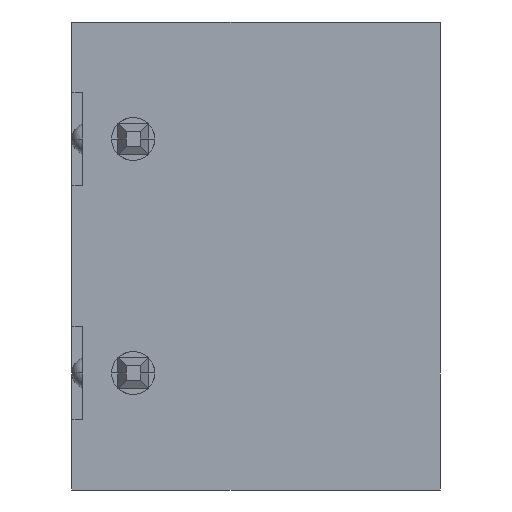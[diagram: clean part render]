
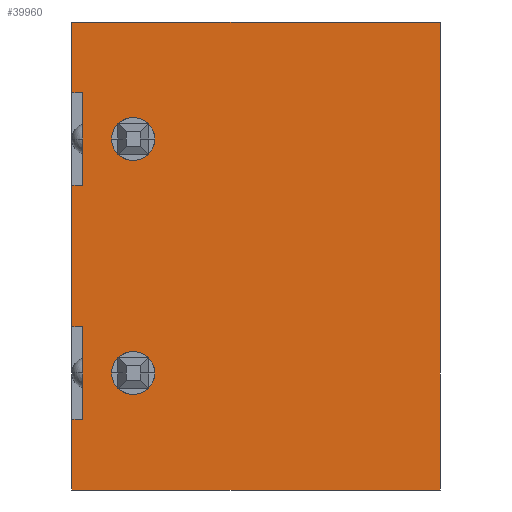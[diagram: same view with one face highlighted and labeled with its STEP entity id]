
A CAD part, front view. The second image highlights one B-rep face of the part: STEP entity #39960.
In plain terms, the highlighted planar face has unit normal (0, -1, 0).
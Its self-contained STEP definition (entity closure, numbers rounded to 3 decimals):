
#6960=CARTESIAN_POINT('',(37.927,37.773,-7.62));
#6970=VERTEX_POINT('',#6960);
#7000=CARTESIAN_POINT('',(38.627,37.773,-7.62));
#7010=DIRECTION('',(0.,-1.,0.));
#7020=DIRECTION('',(1.,0.,0.));
#7030=AXIS2_PLACEMENT_3D('',#7000,#7010,#7020);
#7040=CIRCLE('',#7030,0.7);
#7050=CARTESIAN_POINT('',(39.327,37.773,-7.62));
#7060=VERTEX_POINT('',#7050);
#7070=EDGE_CURVE('',#7060,#6970,#7040,.T.);
#10870=EDGE_CURVE('',#6970,#7060,#7040,.T.);
#11110=CARTESIAN_POINT('',(0.,37.773,3.81));
#11120=DIRECTION('',(1.,0.,0.));
#11130=VECTOR('',#11120,1.);
#11140=LINE('',#11110,#11130);
#11150=CARTESIAN_POINT('',(36.627,37.773,3.81));
#11160=VERTEX_POINT('',#11150);
#11170=CARTESIAN_POINT('',(48.627,37.773,3.81));
#11180=VERTEX_POINT('',#11170);
#11190=EDGE_CURVE('',#11160,#11180,#11140,.T.);
#12520=CARTESIAN_POINT('',(36.977,37.773,-9.12));
#12530=VERTEX_POINT('',#12520);
#12700=CARTESIAN_POINT('',(36.977,37.773,-6.12));
#12710=VERTEX_POINT('',#12700);
#12740=CARTESIAN_POINT('',(36.977,37.773,-2.62));
#12750=DIRECTION('',(0.,0.,-1.));
#12760=VECTOR('',#12750,1.);
#12770=LINE('',#12740,#12760);
#12780=EDGE_CURVE('',#12710,#12530,#12770,.T.);
#21380=CARTESIAN_POINT('',(36.627,37.773,1.5));
#21390=VERTEX_POINT('',#21380);
#21420=CARTESIAN_POINT('',(0.,37.773,1.5));
#21430=DIRECTION('',(1.,0.,0.));
#21440=VECTOR('',#21430,1.);
#21450=LINE('',#21420,#21440);
#21460=CARTESIAN_POINT('',(36.977,37.773,1.5));
#21470=VERTEX_POINT('',#21460);
#21480=EDGE_CURVE('',#21390,#21470,#21450,.T.);
#25260=CARTESIAN_POINT('',(48.627,37.773,-11.43));
#25270=VERTEX_POINT('',#25260);
#25300=CARTESIAN_POINT('',(48.627,37.773,0.));
#25310=DIRECTION('',(0.,0.,1.));
#25320=VECTOR('',#25310,1.);
#25330=LINE('',#25300,#25320);
#25340=EDGE_CURVE('',#25270,#11180,#25330,.T.);
#29090=CARTESIAN_POINT('',(36.977,37.773,-1.5));
#29100=VERTEX_POINT('',#29090);
#29200=CARTESIAN_POINT('',(36.977,37.773,0.));
#29210=DIRECTION('',(0.,0.,-1.));
#29220=VECTOR('',#29210,1.);
#29230=LINE('',#29200,#29220);
#29240=EDGE_CURVE('',#21470,#29100,#29230,.T.);
#30260=CARTESIAN_POINT('',(36.627,37.773,-6.12));
#30270=VERTEX_POINT('',#30260);
#30300=CARTESIAN_POINT('',(0.,37.773,-6.12));
#30310=DIRECTION('',(-1.,0.,0.));
#30320=VECTOR('',#30310,1.);
#30330=LINE('',#30300,#30320);
#30340=EDGE_CURVE('',#12710,#30270,#30330,.T.);
#31500=CARTESIAN_POINT('',(0.,37.773,-9.12));
#31510=DIRECTION('',(1.,0.,0.));
#31520=VECTOR('',#31510,1.);
#31530=LINE('',#31500,#31520);
#31540=CARTESIAN_POINT('',(36.627,37.773,-9.12));
#31550=VERTEX_POINT('',#31540);
#31560=EDGE_CURVE('',#31550,#12530,#31530,.T.);
#38930=CARTESIAN_POINT('',(36.627,37.773,-2.62));
#38940=DIRECTION('',(0.,0.,-1.));
#38950=VECTOR('',#38940,1.);
#38960=LINE('',#38930,#38950);
#38970=CARTESIAN_POINT('',(36.627,37.773,-11.43));
#38980=VERTEX_POINT('',#38970);
#38990=EDGE_CURVE('',#31550,#38980,#38960,.T.);
#39090=CARTESIAN_POINT('',(36.627,37.773,0.));
#39100=DIRECTION('',(0.,0.,-1.));
#39110=VECTOR('',#39100,1.);
#39120=LINE('',#39090,#39110);
#39130=EDGE_CURVE('',#11160,#21390,#39120,.T.);
#39280=CARTESIAN_POINT('',(36.627,37.773,-1.5));
#39290=VERTEX_POINT('',#39280);
#39320=CARTESIAN_POINT('',(36.627,37.773,
0.));
#39330=DIRECTION('',(0.,0.,1.));
#39340=VECTOR('',#39330,1.);
#39350=LINE('',#39320,#39340);
#39360=EDGE_CURVE('',#30270,#39290,#39350,.T.);
#39480=CARTESIAN_POINT('',(38.127,37.773,
-0.08));
#39490=DIRECTION('',(-0.,-1.,-0.));
#39500=DIRECTION('',(-1.,0.,0.));
#39510=AXIS2_PLACEMENT_3D('',#39480,#39490,#39500);
#39520=PLANE('',#39510);
#39530=CARTESIAN_POINT('',(38.627,37.773,
0.));
#39540=DIRECTION('',(0.,-1.,0.));
#39550=DIRECTION('',(1.,0.,0.));
#39560=AXIS2_PLACEMENT_3D('',#39530,#39540,#39550);
#39570=CIRCLE('',#39560,0.7);
#39580=CARTESIAN_POINT('',(39.327,37.773,
0.));
#39590=VERTEX_POINT('',#39580);
#39600=CARTESIAN_POINT('',(37.927,37.773,
0.));
#39610=VERTEX_POINT('',#39600);
#39620=EDGE_CURVE('',#39590,#39610,#39570,.T.);
#39630=ORIENTED_EDGE('',*,*,#39620,.F.);
#39640=EDGE_CURVE('',#39610,#39590,#39570,.T.);
#39650=ORIENTED_EDGE('',*,*,#39640,.F.);
#39660=EDGE_LOOP('',(#39650,#39630));
#39670=FACE_BOUND('',#39660,.T.);
#39680=ORIENTED_EDGE('',*,*,#10870,.F.);
#39690=ORIENTED_EDGE('',*,*,#7070,.F.);
#39700=EDGE_LOOP('',(#39690,#39680));
#39710=FACE_BOUND('',#39700,.T.);
#39720=CARTESIAN_POINT('',(0.,37.773,-11.43));
#39730=DIRECTION('',(-1.,0.,0.));
#39740=VECTOR('',#39730,1.);
#39750=LINE('',#39720,#39740);
#39760=EDGE_CURVE('',#25270,#38980,#39750,.T.);
#39770=ORIENTED_EDGE('',*,*,#39760,.F.);
#39780=ORIENTED_EDGE('',*,*,#38990,.T.);
#39790=ORIENTED_EDGE('',*,*,#31560,.F.);
#39800=ORIENTED_EDGE('',*,*,#12780,.T.);
#39810=ORIENTED_EDGE('',*,*,#30340,.F.);
#39820=ORIENTED_EDGE('',*,*,#39360,.F.);
#39830=CARTESIAN_POINT('',(0.,37.773,-1.5));
#39840=DIRECTION('',(1.,0.,0.));
#39850=VECTOR('',#39840,1.);
#39860=LINE('',#39830,#39850);
#39870=EDGE_CURVE('',#39290,#29100,#39860,.T.);
#39880=ORIENTED_EDGE('',*,*,#39870,.F.);
#39890=ORIENTED_EDGE('',*,*,#29240,.T.);
#39900=ORIENTED_EDGE('',*,*,#21480,.T.);
#39910=ORIENTED_EDGE('',*,*,#39130,.T.);
#39920=ORIENTED_EDGE('',*,*,#11190,.F.);
#39930=ORIENTED_EDGE('',*,*,#25340,.T.);
#39940=EDGE_LOOP('',(#39930,#39920,#39910,#39900,#39890,#39880,#39820,
#39810,#39800,#39790,#39780,#39770));
#39950=FACE_OUTER_BOUND('',#39940,.T.);
#39960=ADVANCED_FACE('',(#39670,#39710,#39950),#39520,.T.);
